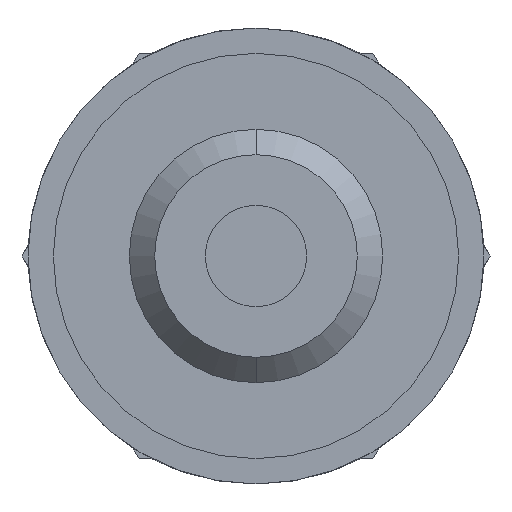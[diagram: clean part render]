
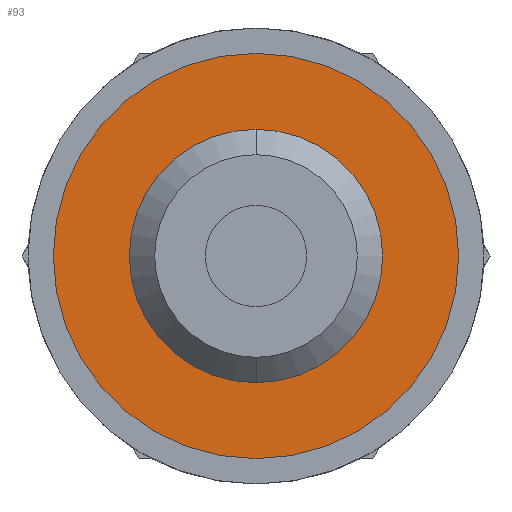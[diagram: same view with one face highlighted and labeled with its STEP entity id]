
A CAD part, front view. The second image highlights one B-rep face of the part: STEP entity #93.
In plain terms, the highlighted planar face has unit normal (0, -1, 0).
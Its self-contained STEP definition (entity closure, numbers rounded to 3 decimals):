
#4 = ORIENTED_EDGE ( 'NONE', *, *, #276, .T. ) ;
#57 = EDGE_CURVE ( 'NONE', #271, #250, #887, .T. ) ;
#63 = EDGE_LOOP ( 'NONE', ( #65, #67 ) ) ;
#64 = EDGE_LOOP ( 'NONE', ( #66, #4 ) ) ;
#65 = ORIENTED_EDGE ( 'NONE', *, *, #253, .T. ) ;
#66 = ORIENTED_EDGE ( 'NONE', *, *, #94, .T. ) ;
#67 = ORIENTED_EDGE ( 'NONE', *, *, #57, .T. ) ;
#93 = ADVANCED_FACE ( 'NONE', ( #745, #741 ), #740, .T. ) ;
#94 = EDGE_CURVE ( 'NONE', #248, #227, #737, .T. ) ;
#227 = VERTEX_POINT ( 'NONE', #1076 ) ;
#248 = VERTEX_POINT ( 'NONE', #1172 ) ;
#250 = VERTEX_POINT ( 'NONE', #1179 ) ;
#253 = EDGE_CURVE ( 'NONE', #250, #271, #1182, .T. ) ;
#271 = VERTEX_POINT ( 'NONE', #1047 ) ;
#276 = EDGE_CURVE ( 'NONE', #227, #248, #1193, .T. ) ;
#699 = DIRECTION ( 'NONE',  ( 0., 0., -1. ) ) ;
#700 = DIRECTION ( 'NONE',  ( 0., 1., 0. ) ) ;
#701 = CARTESIAN_POINT ( 'NONE',  ( 0., 3.8, 0. ) ) ;
#702 = AXIS2_PLACEMENT_3D ( 'NONE', #701, #700, #699 ) ;
#734 = DIRECTION ( 'NONE',  ( 0., 0., -1. ) ) ;
#735 = DIRECTION ( 'NONE',  ( 0., -1., 0. ) ) ;
#736 = CARTESIAN_POINT ( 'NONE',  ( 2., 3.8, 0. ) ) ;
#737 = CIRCLE ( 'NONE', #702, 2.5 ) ;
#739 = AXIS2_PLACEMENT_3D ( 'NONE', #736, #735, #734 ) ;
#740 = PLANE ( 'NONE',  #739 ) ;
#741 = FACE_OUTER_BOUND ( 'NONE', #63, .T. ) ;
#745 = FACE_BOUND ( 'NONE', #64, .T. ) ;
#834 = DIRECTION ( 'NONE',  ( 0., 0., -1. ) ) ;
#835 = DIRECTION ( 'NONE',  ( 0., -1., 0. ) ) ;
#836 = CARTESIAN_POINT ( 'NONE',  ( 0., 3.8, 0. ) ) ;
#886 = AXIS2_PLACEMENT_3D ( 'NONE', #836, #835, #834 ) ;
#887 = CIRCLE ( 'NONE', #886, 4. ) ;
#1047 = CARTESIAN_POINT ( 'NONE',  ( 0., 3.8, 4. ) ) ;
#1072 = DIRECTION ( 'NONE',  ( 0., 0., -1. ) ) ;
#1073 = DIRECTION ( 'NONE',  ( 0., -1., 0. ) ) ;
#1076 = CARTESIAN_POINT ( 'NONE',  ( 0., 3.8, 2.5 ) ) ;
#1121 = CARTESIAN_POINT ( 'NONE',  ( 0., 3.8, 0. ) ) ;
#1122 = AXIS2_PLACEMENT_3D ( 'NONE', #1121, #1073, #1072 ) ;
#1133 = CARTESIAN_POINT ( 'NONE',  ( 0., 3.8, 0. ) ) ;
#1172 = CARTESIAN_POINT ( 'NONE',  ( 0., 3.8, -2.5 ) ) ;
#1179 = CARTESIAN_POINT ( 'NONE',  ( 0., 3.8, -4. ) ) ;
#1182 = CIRCLE ( 'NONE', #1122, 4. ) ;
#1190 = DIRECTION ( 'NONE',  ( 0., 0., -1. ) ) ;
#1191 = DIRECTION ( 'NONE',  ( 0., 1., 0. ) ) ;
#1192 = AXIS2_PLACEMENT_3D ( 'NONE', #1133, #1191, #1190 ) ;
#1193 = CIRCLE ( 'NONE', #1192, 2.5 ) ;
